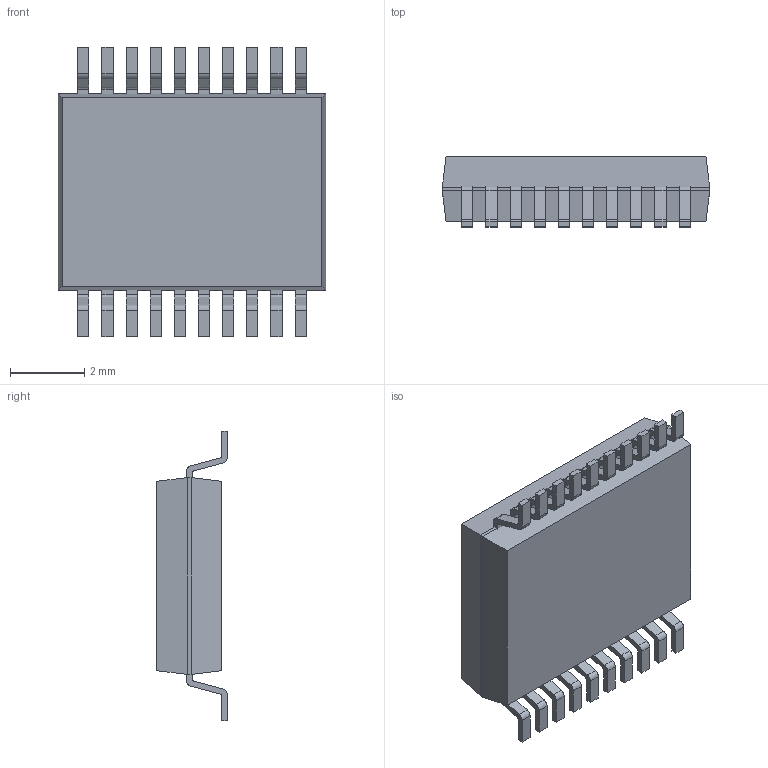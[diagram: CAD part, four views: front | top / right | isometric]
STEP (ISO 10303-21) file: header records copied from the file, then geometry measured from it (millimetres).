
FILE_DESCRIPTION (( 'STEP AP214' ), '1' );
FILE_NAME ('User Library-SSOP-20.STEP', '2017-10-27T07:13:47', ( 'Windows User' ), ( '' ), 'SwSTEP 2.0', 'SolidWorks 2017', '' );
FILE_SCHEMA (( 'AUTOMOTIVE_DESIGN' ));
Length unit declared in the file: millimetre
Products named in the file (4): User Library-SSOP-20__X2_041D043E0436043A0430_X0_; User Library-SSOP-20; User Library-SSOP-20__X2_041C04350442043A0430_X0_; User Library-SSOP-20__X2_041A043E0440043F04430441_X0_
Assembly tree (12 placements, depth 2):
  User Library-SSOP-20
    User Library-SSOP-20__X2_041A043E0440043F04430441_X0_
    User Library-SSOP-20__X2_041C04350442043A0430_X0_
    User Library-SSOP-20__X2_041D043E0436043A0430_X0_  x10
Bounding box: 7.2 x 1.9 x 7.8 mm (x, y, z)
Volume: 66.6 mm3; surface area: 155.2 mm2
Topology: 22 solids, 22 shells, 301 faces, 760 edges, 504 vertices
Faces by surface type: plane 217, cylinder 84
Entity records: 2140 total; most frequent: DIRECTION 264, CARTESIAN_POINT 248, ORIENTED_EDGE 224, EDGE_CURVE 112, LINE 88, VECTOR 88, AXIS2_PLACEMENT_3D 88, VERTEX_POINT 72
